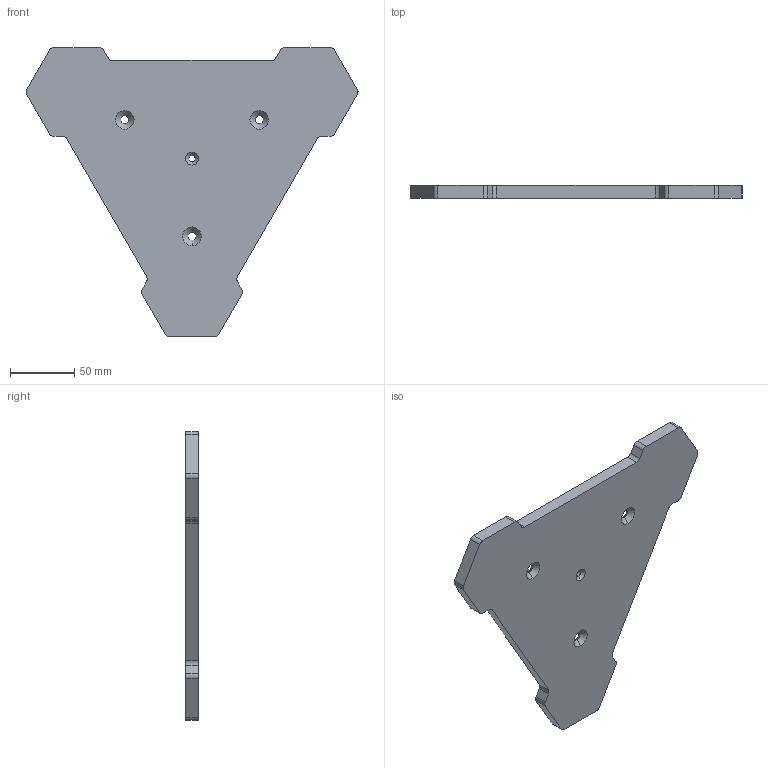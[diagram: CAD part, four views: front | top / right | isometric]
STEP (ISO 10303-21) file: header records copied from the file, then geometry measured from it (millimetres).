
FILE_DESCRIPTION (( 'STEP AP214' ), '1' );
FILE_NAME ('Support Basv5.STEP', '2023-03-12T08:20:14', ( '' ), ( '' ), 'SwSTEP 2.0', 'SolidWorks 2019', '' );
FILE_SCHEMA (( 'AUTOMOTIVE_DESIGN' ));
Length unit declared in the file: millimetre
Products named in the file (1): Support Basv5
Bounding box: 258.76 x 10 x 225.17 mm (x, y, z)
Volume: 313404.4 mm3; surface area: 77382.4 mm2
Topology: 1 solids, 1 shells, 121 faces, 337 edges, 222 vertices
Faces by surface type: cylinder 59, plane 51, cone 8, bspline 3
Entity records: 4008 total; most frequent: CARTESIAN_POINT 756, DIRECTION 695, ORIENTED_EDGE 674, EDGE_CURVE 337, AXIS2_PLACEMENT_3D 245, VERTEX_POINT 222, VECTOR 205, LINE 205
